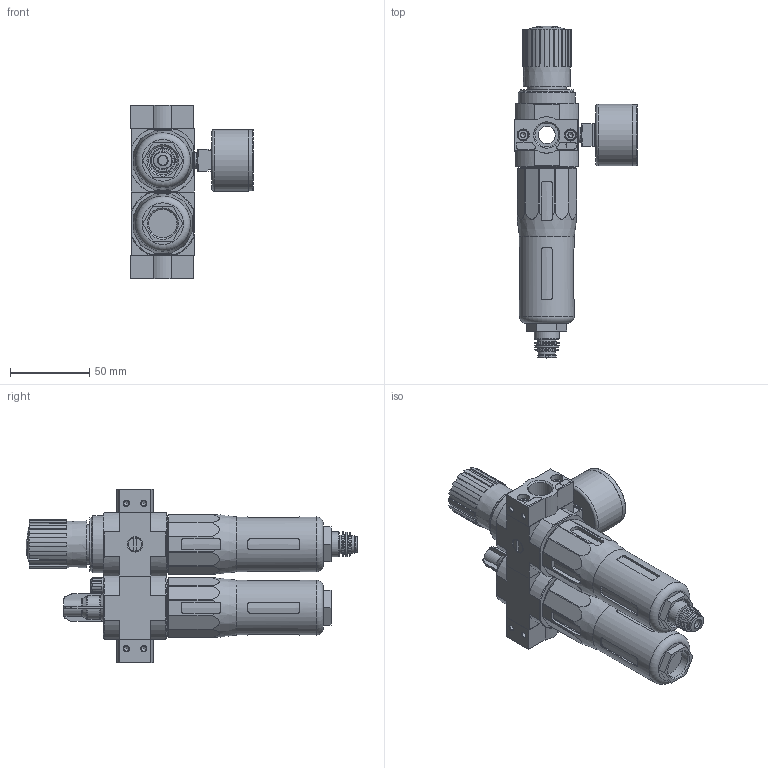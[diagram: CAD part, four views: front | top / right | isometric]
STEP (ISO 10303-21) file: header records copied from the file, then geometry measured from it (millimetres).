
FILE_DESCRIPTION(/* description */ ('STEP AP214'),/* implementation_level */ '2;1');
FILE_NAME(/* name */ '162780_FRC-3_8-D-5M-MINI-A',/* time_stamp */ '2024-08-28T17:53:38+02:00',/* author */ ('License CC BY-ND 4.0'),/* organization */ ('CADENAS'),/* preprocessor_version */ 'ST-DEVELOPER v19.3',/* originating_system */ 'PARTsolutions',/* authorisation */ ' ');
FILE_SCHEMA (('AUTOMOTIVE_DESIGN {1 0 10303 214 3 1 1}'));
Length unit declared in the file: millimetre
Products named in the file (10): 162780 FRC-3/8-D-5M-MINI-A; 380293 PBL-3/8-D-MINI-L---(1) p1; DIN-912 - M4x16(F); 380295 PBL-3/8-D-MINI-R---(0) p1; 127304 LFR-D-5M-MINI-A--(0); 8003637 PAGN-40-16-G18; 373845 LR-MINI; 526489 MS4-LFR-V; 123582 LOE-D-MINI; 355622 FRB-D-MINI
Assembly tree (13 placements, depth 2):
  162780 FRC-3/8-D-5M-MINI-A
    380293 PBL-3/8-D-MINI-L---(1) p1
    DIN-912 - M4x16(F)  x4
    380295 PBL-3/8-D-MINI-R---(0) p1
    127304 LFR-D-5M-MINI-A--(0)
    8003637 PAGN-40-16-G18
    373845 LR-MINI
    526489 MS4-LFR-V
    123582 LOE-D-MINI
    355622 FRB-D-MINI  x2
Bounding box: 77.75 x 210.02 x 110 mm (x, y, z)
Volume: 395904.1 mm3; surface area: 95043.8 mm2
Topology: 13 solids, 13 shells, 961 faces, 2474 edges, 1588 vertices
Faces by surface type: plane 504, cylinder 255, cone 142, torus 55, sphere 5
Full cylindrical faces by diameter (mm): 2.9 x2, 3.2 x1, 3.242 x10, 3.6 x1, 3.8 x1, 4 x6, 4.3 x1, 5.2 x2, 6 x3, 6.2 x1, 6.9 x1, 7 x4, 8.2 x1, 8.4 x1, 8.566 x2, 9.728 x2, 10 x1, 11 x3, 11.4 x2, 11.6 x1, 11.8 x1, 12.2 x2, 14.95 x2, 15.7 x1, 15.8 x2, 15.9 x1, 18 x2, 24.9 x1, 26.9 x1, 32.7 x1
Entity records: 31426 total; most frequent: CARTESIAN_POINT 5883, DIRECTION 4242, ORIENTED_EDGE 4202, EDGE_CURVE 2101, AXIS2_PLACEMENT_3D 1650, VERTEX_POINT 1469, FACE_BOUND 1140, EDGE_LOOP 1130
